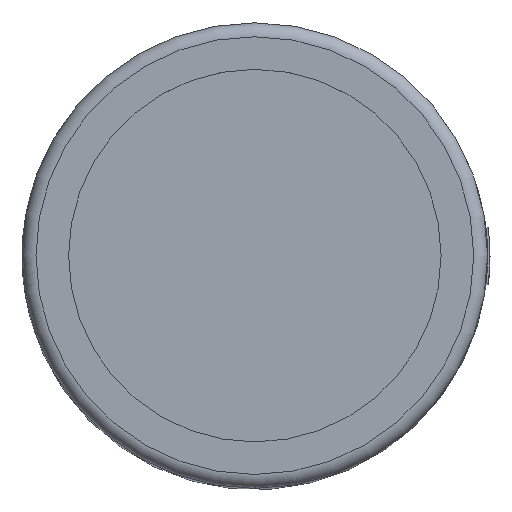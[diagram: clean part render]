
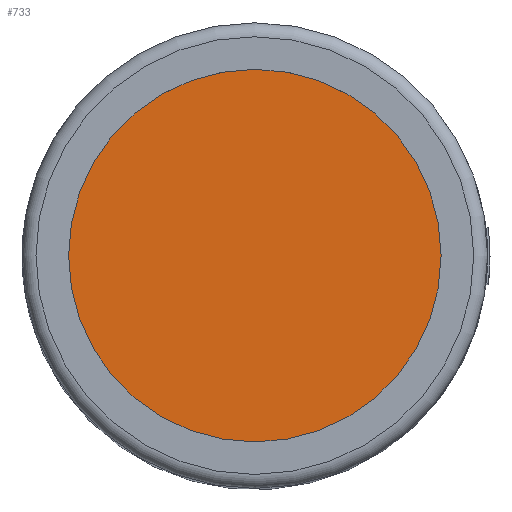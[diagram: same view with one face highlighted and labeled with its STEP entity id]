
A CAD part, top view. The second image highlights one B-rep face of the part: STEP entity #733.
In plain terms, the highlighted planar face has unit normal (0, 0, 1).
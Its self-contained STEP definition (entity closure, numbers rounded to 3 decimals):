
#632 = VERTEX_POINT('',#633);
#633 = CARTESIAN_POINT('',(4.,0.,15.9));
#639 = EDGE_CURVE('',#632,#632,#640,.T.);
#640 = CIRCLE('',#641,4.);
#641 = AXIS2_PLACEMENT_3D('',#642,#643,#644);
#642 = CARTESIAN_POINT('',(0.,0.,15.9));
#643 = DIRECTION('',(0.,0.,1.));
#644 = DIRECTION('',(1.,0.,0.));
#733 = ADVANCED_FACE('',(#734),#737,.T.);
#734 = FACE_BOUND('',#735,.T.);
#735 = EDGE_LOOP('',(#736));
#736 = ORIENTED_EDGE('',*,*,#639,.T.);
#737 = PLANE('',#738);
#738 = AXIS2_PLACEMENT_3D('',#739,#740,#741);
#739 = CARTESIAN_POINT('',(0.,0.,15.9));
#740 = DIRECTION('',(0.,0.,1.));
#741 = DIRECTION('',(1.,0.,0.));
